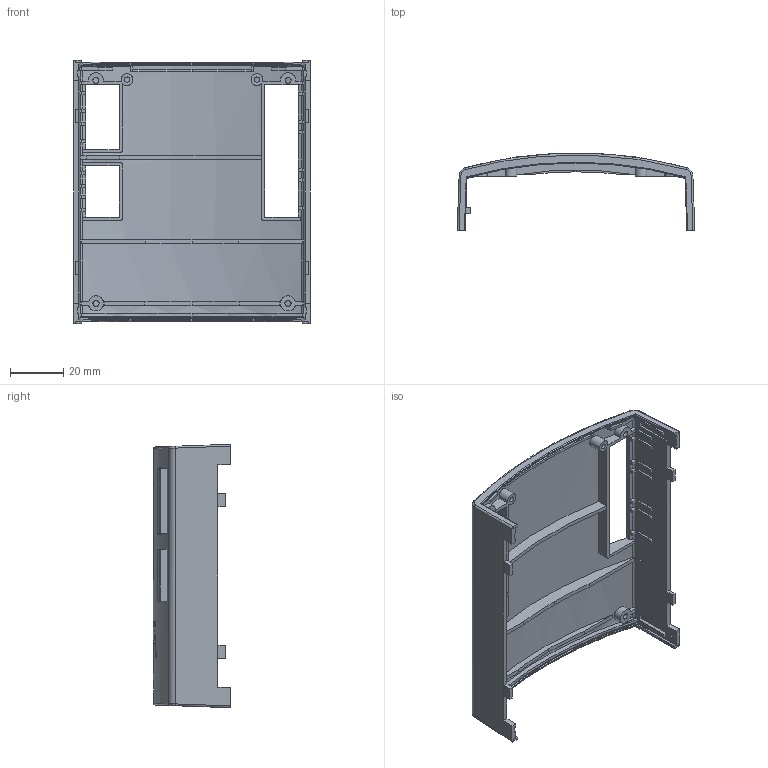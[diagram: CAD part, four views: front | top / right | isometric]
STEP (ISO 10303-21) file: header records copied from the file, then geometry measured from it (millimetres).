
FILE_DESCRIPTION(/* description */ (''),/* implementation_level */ '2;1');
FILE_NAME(/* name */ 'Top.ipt.step',/* time_stamp */ '2020-04-16T23:13:33-04:00',/* author */ (''),/* organization */ (''),/* preprocessor_version */ 'ST-DEVELOPER v17',/* originating_system */ 'Autodesk Inventor 2019',/* authorisation */ '');
FILE_SCHEMA (('AUTOMOTIVE_DESIGN { 1 0 10303 214 3 1 1 }'));
Length unit declared in the file: millimetre
Products named in the file (1): Top
Bounding box: 89.4 x 29.21 x 99.1 mm (x, y, z)
Volume: 24496.1 mm3; surface area: 27989.6 mm2
Topology: 1 solids, 1 shells, 743 faces, 2104 edges, 1399 vertices
Faces by surface type: plane 446, bspline 150, cylinder 131, torus 10, cone 6
Full cylindrical faces by diameter (mm): 2 x2, 2.3 x4
Entity records: 34490 total; most frequent: CARTESIAN_POINT 15487, ORIENTED_EDGE 4208, DIRECTION 3435, EDGE_CURVE 2104, VERTEX_POINT 1399, LINE 1293, VECTOR 1293, AXIS2_PLACEMENT_3D 1071
